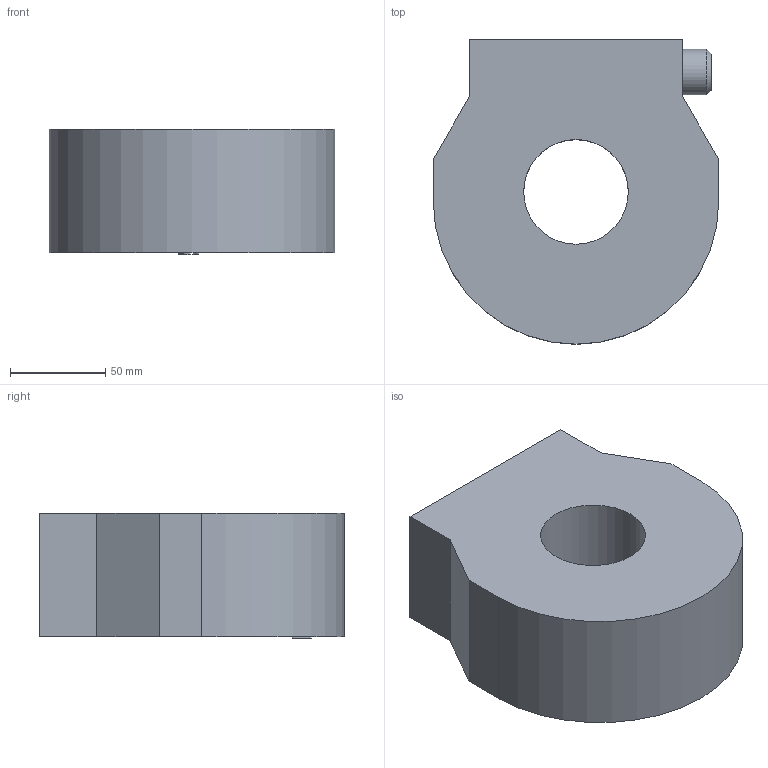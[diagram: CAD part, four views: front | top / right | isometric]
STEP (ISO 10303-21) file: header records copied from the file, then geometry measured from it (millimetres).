
FILE_DESCRIPTION(('STEP AP242'), '1');
FILE_NAME('ﾒﾘ-ﾝﾊ ﾌ3 65', '', ('UNSPECIFIED'), ('UNSPECIFIED'), 'ASCON STEP Converter 1.6', 'ASCON Math Kernel', '');
FILE_SCHEMA(('AP242_MANAGED_MODEL_BASED_3D_ENGINEERING_MIM_LF { 1 0 10303 442 1 1 4 }'));
Length unit declared in the file: millimetre
Assembly tree (2 placements, depth 2):
  (unnamed)
    (unnamed)
    (unnamed)
Bounding box: 150 x 160.02 x 66 mm (x, y, z)
Volume: 1135579.1 mm3; surface area: 85817.6 mm2
Topology: 2 solids, 2 shells, 105 faces, 281 edges, 186 vertices
Faces by surface type: cylinder 68, plane 35, cone 2
Full cylindrical faces by diameter (mm): 5.2 x6, 18 x1, 22 x1, 24 x1, 30 x2, 55 x1
Entity records: 4291 total; most frequent: DIRECTION 621, CARTESIAN_POINT 561, ORIENTED_EDGE 534, EDGE_CURVE 267, AXIS2_PLACEMENT_3D 246, VERTEX_POINT 186, EDGE_LOOP 139, CIRCLE 138
